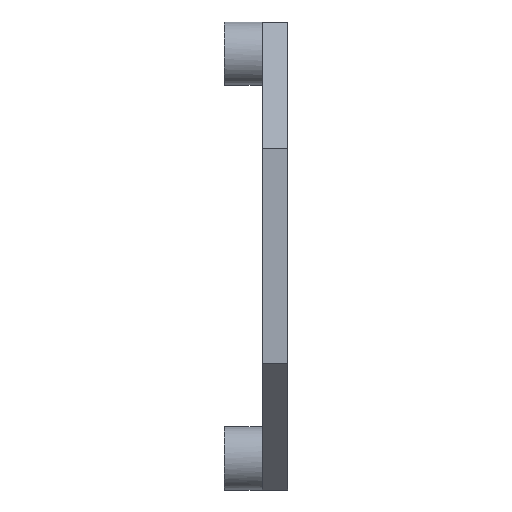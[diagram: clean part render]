
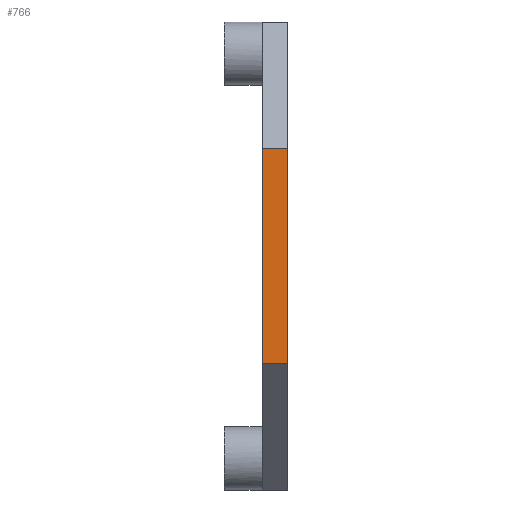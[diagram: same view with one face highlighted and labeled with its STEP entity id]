
A CAD part, left-side view. The second image highlights one B-rep face of the part: STEP entity #766.
In plain terms, the highlighted planar face has unit normal (-1, 0, 0).
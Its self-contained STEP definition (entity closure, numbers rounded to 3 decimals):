
#7 = AXIS2_PLACEMENT_3D ( 'NONE', #1237, #924, #370 ) ;
#9 = CARTESIAN_POINT ( 'NONE',  ( -58., 4., 24. ) ) ;
#12 = VERTEX_POINT ( 'NONE', #936 ) ;
#17 = ORIENTED_EDGE ( 'NONE', *, *, #1134, .F. ) ;
#59 = CARTESIAN_POINT ( 'NONE',  ( -58., 0., -10. ) ) ;
#175 = PLANE ( 'NONE',  #7 ) ;
#186 = CARTESIAN_POINT ( 'NONE',  ( -58., 4., 24. ) ) ;
#240 = DIRECTION ( 'NONE',  ( 0., -1., 0. ) ) ;
#272 = LINE ( 'NONE', #1129, #1006 ) ;
#282 = FACE_OUTER_BOUND ( 'NONE', #971, .T. ) ;
#288 = ORIENTED_EDGE ( 'NONE', *, *, #526, .T. ) ;
#290 = VERTEX_POINT ( 'NONE', #59 ) ;
#292 = DIRECTION ( 'NONE',  ( 0., 1., 0. ) ) ;
#308 = VERTEX_POINT ( 'NONE', #186 ) ;
#359 = ORIENTED_EDGE ( 'NONE', *, *, #1004, .T. ) ;
#370 = DIRECTION ( 'NONE',  ( 0., 0., -1. ) ) ;
#526 = EDGE_CURVE ( 'NONE', #12, #308, #850, .T. ) ;
#594 = VECTOR ( 'NONE', #1192, 1000. ) ;
#766 = ADVANCED_FACE ( 'NONE', ( #282 ), #175, .F. ) ;
#807 = ORIENTED_EDGE ( 'NONE', *, *, #952, .T. ) ;
#850 = LINE ( 'NONE', #9, #1274 ) ;
#861 = CARTESIAN_POINT ( 'NONE',  ( -58., 0., -10. ) ) ;
#913 = DIRECTION ( 'NONE',  ( 0., 0., 1. ) ) ;
#924 = DIRECTION ( 'NONE',  ( 1., 0., 0. ) ) ;
#936 = CARTESIAN_POINT ( 'NONE',  ( -58., 0., 24. ) ) ;
#952 = EDGE_CURVE ( 'NONE', #290, #12, #1277, .T. ) ;
#971 = EDGE_LOOP ( 'NONE', ( #807, #288, #17, #359 ) ) ;
#1004 = EDGE_CURVE ( 'NONE', #1208, #290, #1172, .T. ) ;
#1006 = VECTOR ( 'NONE', #913, 1000. ) ;
#1046 = CARTESIAN_POINT ( 'NONE',  ( -58., 4., -10. ) ) ;
#1070 = CARTESIAN_POINT ( 'NONE',  ( -58., 0., 24. ) ) ;
#1129 = CARTESIAN_POINT ( 'NONE',  ( -58., 4., 24. ) ) ;
#1134 = EDGE_CURVE ( 'NONE', #1208, #308, #272, .T. ) ;
#1172 = LINE ( 'NONE', #861, #1303 ) ;
#1192 = DIRECTION ( 'NONE',  ( 0., 0., 1. ) ) ;
#1208 = VERTEX_POINT ( 'NONE', #1046 ) ;
#1237 = CARTESIAN_POINT ( 'NONE',  ( -58., 4., 24. ) ) ;
#1274 = VECTOR ( 'NONE', #292, 1000. ) ;
#1277 = LINE ( 'NONE', #1070, #594 ) ;
#1303 = VECTOR ( 'NONE', #240, 1000. ) ;
